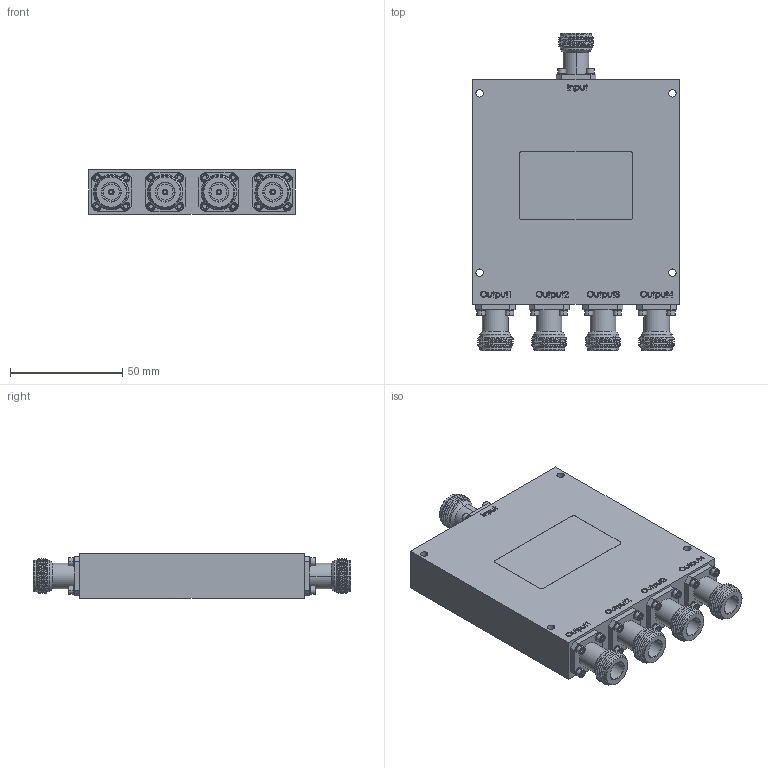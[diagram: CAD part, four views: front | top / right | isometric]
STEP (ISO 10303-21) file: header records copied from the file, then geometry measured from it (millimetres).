
FILE_DESCRIPTION (( 'STEP AP214' ), '1' );
FILE_NAME ('PE20DV1050-FMDV1050.step', '2020-05-18T18:52:11', ( '' ), ( '' ), 'SwSTEP 2.0', 'SolidWorks 2018', '' );
FILE_SCHEMA (( 'AUTOMOTIVE_DESIGN' ));
Length unit declared in the file: inch
Products named in the file (1): PE20DV1050-FMDV1050
Bounding box: 92 x 141.42 x 20.05 mm (x, y, z)
Volume: 196963.4 mm3; surface area: 35130.9 mm2
Topology: 1 solids, 1 shells, 1295 faces, 3162 edges, 1988 vertices
Faces by surface type: plane 636, cone 295, cylinder 197, bspline 167
Entity records: 52273 total; most frequent: CARTESIAN_POINT 23017, ORIENTED_EDGE 6324, DIRECTION 5570, EDGE_CURVE 3162, VERTEX_POINT 1988, AXIS2_PLACEMENT_3D 1903, LINE 1764, VECTOR 1764
